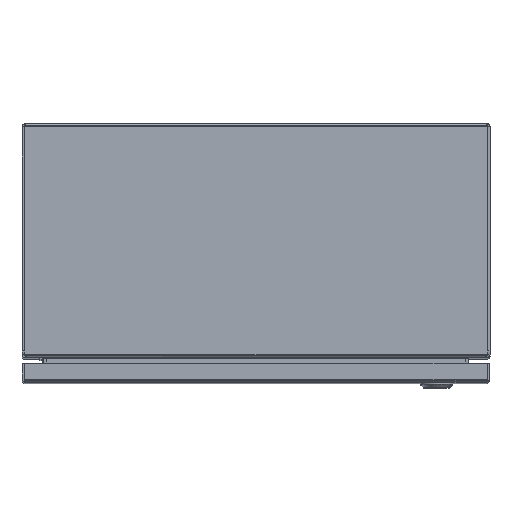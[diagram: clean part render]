
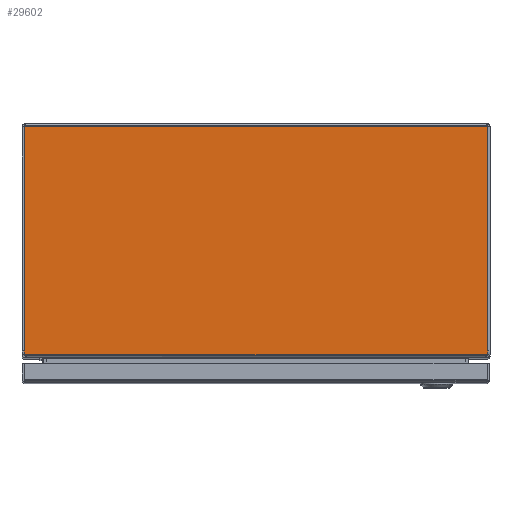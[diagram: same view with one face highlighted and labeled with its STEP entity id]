
A CAD part, top view. The second image highlights one B-rep face of the part: STEP entity #29602.
In plain terms, the highlighted planar face has unit normal (0, 0, 1).
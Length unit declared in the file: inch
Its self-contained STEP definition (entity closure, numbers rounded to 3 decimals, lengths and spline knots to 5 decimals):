
#107 = AXIS2_PLACEMENT_3D ( 'NONE', #25089, #24933, #13509 ) ;
#658 = EDGE_LOOP ( 'NONE', ( #9062, #13057, #16651, #15931, #14995, #20676 ) ) ;
#800 = DIRECTION ( 'NONE',  ( 0., 0., -1. ) ) ;
#2656 = DIRECTION ( 'NONE',  ( -1., 0., 0. ) ) ;
#3824 = VECTOR ( 'NONE', #23250, 39.37008 ) ;
#4236 = CARTESIAN_POINT ( 'NONE',  ( 7.90555, -7.892, 15. ) ) ;
#5753 = DIRECTION ( 'NONE',  ( 0., 1., 0. ) ) ;
#6847 = LINE ( 'NONE', #15821, #9214 ) ;
#7713 = PLANE ( 'NONE',  #11216 ) ;
#8622 = AXIS2_PLACEMENT_3D ( 'NONE', #10358, #19496, #28647 ) ;
#9062 = ORIENTED_EDGE ( 'NONE', *, *, #24298, .F. ) ;
#9214 = VECTOR ( 'NONE', #11768, 39.37008 ) ;
#9437 = VERTEX_POINT ( 'NONE', #11177 ) ;
#9615 = DIRECTION ( 'NONE',  ( 0., -1., 0. ) ) ;
#9853 = CARTESIAN_POINT ( 'NONE',  ( -7.92789, -7.76322, 15. ) ) ;
#10358 = CARTESIAN_POINT ( 'NONE',  ( -7.54553, -7.76322, 15. ) ) ;
#10389 = FACE_OUTER_BOUND ( 'NONE', #658, .T. ) ;
#11177 = CARTESIAN_POINT ( 'NONE',  ( 7.92789, -0.108, 15. ) ) ;
#11216 = AXIS2_PLACEMENT_3D ( 'NONE', #19530, #800, #5753 ) ;
#11561 = VERTEX_POINT ( 'NONE', #18254 ) ;
#11700 = LINE ( 'NONE', #18296, #3824 ) ;
#11768 = DIRECTION ( 'NONE',  ( 1., 0., 0. ) ) ;
#12108 = VERTEX_POINT ( 'NONE', #4236 ) ;
#13057 = ORIENTED_EDGE ( 'NONE', *, *, #15582, .F. ) ;
#13348 = CIRCLE ( 'NONE', #8622, 0.38236 ) ;
#13509 = DIRECTION ( 'NONE',  ( 0., 1., 0. ) ) ;
#13675 = VERTEX_POINT ( 'NONE', #9853 ) ;
#13959 = CARTESIAN_POINT ( 'NONE',  ( 7.92789, -0.108, 15. ) ) ;
#14833 = VECTOR ( 'NONE', #9615, 39.37008 ) ;
#14837 = VERTEX_POINT ( 'NONE', #15667 ) ;
#14995 = ORIENTED_EDGE ( 'NONE', *, *, #15807, .F. ) ;
#15582 = EDGE_CURVE ( 'NONE', #12108, #11561, #20666, .T. ) ;
#15667 = CARTESIAN_POINT ( 'NONE',  ( -7.92789, -0.108, 15. ) ) ;
#15807 = EDGE_CURVE ( 'NONE', #14837, #9437, #6847, .T. ) ;
#15821 = CARTESIAN_POINT ( 'NONE',  ( -7.892, -0.108, 15. ) ) ;
#15860 = CARTESIAN_POINT ( 'NONE',  ( 55.298, -7.892, 15. ) ) ;
#15931 = ORIENTED_EDGE ( 'NONE', *, *, #24127, .F. ) ;
#16651 = ORIENTED_EDGE ( 'NONE', *, *, #17122, .F. ) ;
#17122 = EDGE_CURVE ( 'NONE', #18754, #12108, #29308, .T. ) ;
#18254 = CARTESIAN_POINT ( 'NONE',  ( -7.90555, -7.892, 15. ) ) ;
#18296 = CARTESIAN_POINT ( 'NONE',  ( -7.92789, -0.108, 15. ) ) ;
#18662 = EDGE_CURVE ( 'NONE', #14837, #13675, #11700, .T. ) ;
#18754 = VERTEX_POINT ( 'NONE', #19180 ) ;
#19180 = CARTESIAN_POINT ( 'NONE',  ( 7.92789, -7.76322, 15. ) ) ;
#19496 = DIRECTION ( 'NONE',  ( 0., 0., -1. ) ) ;
#19530 = CARTESIAN_POINT ( 'NONE',  ( 55.298, -0.072, 15. ) ) ;
#20666 = LINE ( 'NONE', #15860, #22613 ) ;
#20676 = ORIENTED_EDGE ( 'NONE', *, *, #18662, .T. ) ;
#21014 = LINE ( 'NONE', #13959, #14833 ) ;
#22613 = VECTOR ( 'NONE', #2656, 39.37008 ) ;
#23250 = DIRECTION ( 'NONE',  ( 0., -1., 0. ) ) ;
#24127 = EDGE_CURVE ( 'NONE', #9437, #18754, #21014, .T. ) ;
#24298 = EDGE_CURVE ( 'NONE', #11561, #13675, #13348, .T. ) ;
#24933 = DIRECTION ( 'NONE',  ( 0., 0., -1. ) ) ;
#25089 = CARTESIAN_POINT ( 'NONE',  ( 7.54553, -7.76322, 15. ) ) ;
#28647 = DIRECTION ( 'NONE',  ( 0., 1., 0. ) ) ;
#29308 = CIRCLE ( 'NONE', #107, 0.38236 ) ;
#29602 = ADVANCED_FACE ( 'NONE', ( #10389 ), #7713, .F. ) ;
